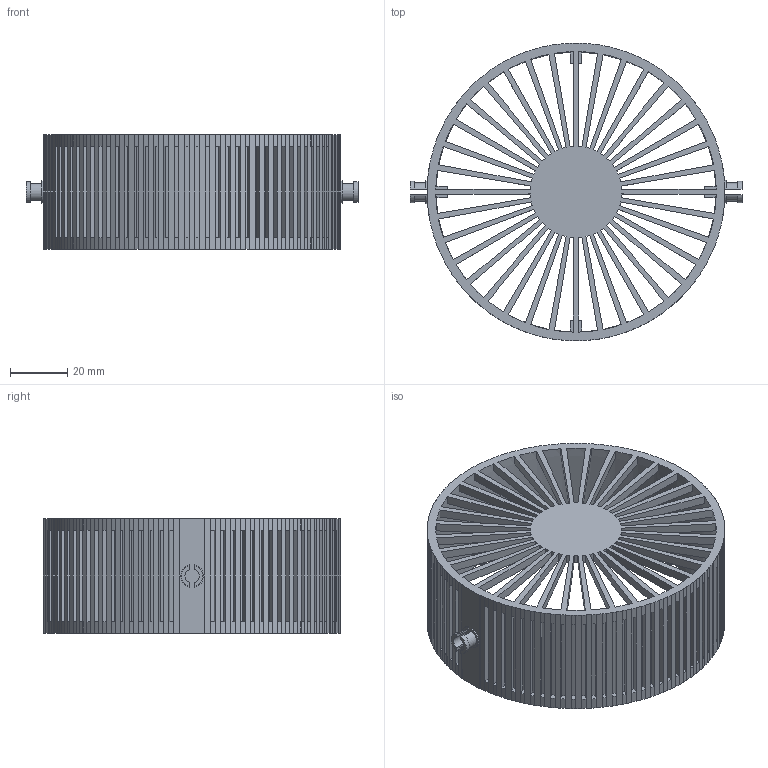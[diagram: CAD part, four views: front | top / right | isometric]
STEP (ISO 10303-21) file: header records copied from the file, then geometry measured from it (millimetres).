
FILE_DESCRIPTION(/* description */ (''),/* implementation_level */ '2;1');
FILE_NAME(/* name */ 'top v21.step',/* time_stamp */ '2025-05-01T20:22:28+08:00',/* author */ (''),/* organization */ (''),/* preprocessor_version */ 'ST-DEVELOPER v20.1',/* originating_system */ 'Autodesk Translation Framework v14.4.0.0',/* authorisation */ '');
FILE_SCHEMA (('AUTOMOTIVE_DESIGN { 1 0 10303 214 3 1 1 }'));
Length unit declared in the file: millimetre
Products named in the file (1): top
Bounding box: 116.03 x 104 x 40 mm (x, y, z)
Volume: 38924 mm3; surface area: 52071.1 mm2
Topology: 1 solids, 1 shells, 856 faces, 2634 edges, 1756 vertices
Faces by surface type: plane 543, cylinder 313
Full cylindrical faces by diameter (mm): 2.4 x4, 98 x1
Entity records: 29643 total; most frequent: ORIENTED_EDGE 5268, CARTESIAN_POINT 5247, DIRECTION 5056, EDGE_CURVE 2634, LINE 1926, VECTOR 1926, VERTEX_POINT 1756, AXIS2_PLACEMENT_3D 1565
